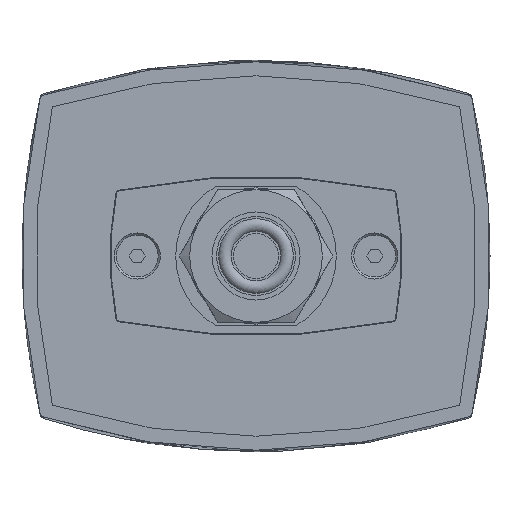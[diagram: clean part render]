
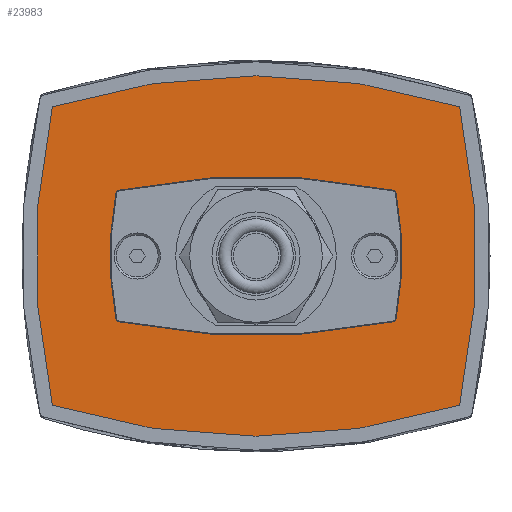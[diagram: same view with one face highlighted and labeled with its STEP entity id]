
A CAD part, front view. The second image highlights one B-rep face of the part: STEP entity #23983.
In plain terms, the highlighted planar face has unit normal (0, -1, 0).
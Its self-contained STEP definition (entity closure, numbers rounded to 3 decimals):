
#1353=FACE_BOUND($,#9563,.T.);
#1354=FACE_BOUND($,#9564,.T.);
#1937=PLANE($,#25663);
#9563=EDGE_LOOP($,(#19861,#19862,#19863,#19864,#19865,#19866,#19867,#19868));
#9564=EDGE_LOOP($,(#19869,#19870,#19871,#19872));
#10761=CIRCLE($,#25629,98.);
#10763=CIRCLE($,#25632,98.);
#10764=CIRCLE($,#25634,48.4);
#10766=CIRCLE($,#25637,0.6);
#10768=CIRCLE($,#25640,98.5);
#10770=CIRCLE($,#25643,0.6);
#10772=CIRCLE($,#25646,48.4);
#10774=CIRCLE($,#25649,0.6);
#10776=CIRCLE($,#25652,98.5);
#10778=CIRCLE($,#25655,0.6);
#10781=CIRCLE($,#25659,98.);
#10783=CIRCLE($,#25662,98.);
#12413=VERTEX_POINT($,#37142);
#12414=VERTEX_POINT($,#37144);
#12416=VERTEX_POINT($,#37150);
#12417=VERTEX_POINT($,#37154);
#12418=VERTEX_POINT($,#37155);
#12421=VERTEX_POINT($,#37163);
#12423=VERTEX_POINT($,#37169);
#12425=VERTEX_POINT($,#37175);
#12427=VERTEX_POINT($,#37181);
#12429=VERTEX_POINT($,#37187);
#12431=VERTEX_POINT($,#37193);
#12434=VERTEX_POINT($,#37204);
#15117=EDGE_CURVE($,#12413,#12414,#10761,.T.);
#15121=EDGE_CURVE($,#12416,#12413,#10763,.T.);
#15122=EDGE_CURVE($,#12417,#12418,#10764,.T.);
#15126=EDGE_CURVE($,#12418,#12421,#10766,.T.);
#15129=EDGE_CURVE($,#12421,#12423,#10768,.T.);
#15132=EDGE_CURVE($,#12423,#12425,#10770,.T.);
#15135=EDGE_CURVE($,#12425,#12427,#10772,.T.);
#15138=EDGE_CURVE($,#12427,#12429,#10774,.T.);
#15141=EDGE_CURVE($,#12429,#12431,#10776,.T.);
#15144=EDGE_CURVE($,#12431,#12417,#10778,.T.);
#15147=EDGE_CURVE($,#12414,#12434,#10781,.T.);
#15150=EDGE_CURVE($,#12434,#12416,#10783,.T.);
#19861=ORIENTED_EDGE($,*,*,#15122,.T.);
#19862=ORIENTED_EDGE($,*,*,#15126,.T.);
#19863=ORIENTED_EDGE($,*,*,#15129,.T.);
#19864=ORIENTED_EDGE($,*,*,#15132,.T.);
#19865=ORIENTED_EDGE($,*,*,#15135,.T.);
#19866=ORIENTED_EDGE($,*,*,#15138,.T.);
#19867=ORIENTED_EDGE($,*,*,#15141,.T.);
#19868=ORIENTED_EDGE($,*,*,#15144,.T.);
#19869=ORIENTED_EDGE($,*,*,#15117,.F.);
#19870=ORIENTED_EDGE($,*,*,#15121,.F.);
#19871=ORIENTED_EDGE($,*,*,#15150,.F.);
#19872=ORIENTED_EDGE($,*,*,#15147,.F.);
#23983=ADVANCED_FACE($,(#1353,#1354),#1937,.T.);
#25629=AXIS2_PLACEMENT_3D($,#37145,#29778,#29779);
#25632=AXIS2_PLACEMENT_3D($,#37152,#29786,#29787);
#25634=AXIS2_PLACEMENT_3D($,#37156,#29790,#29791);
#25637=AXIS2_PLACEMENT_3D($,#37164,#29798,#29799);
#25640=AXIS2_PLACEMENT_3D($,#37170,#29805,#29806);
#25643=AXIS2_PLACEMENT_3D($,#37176,#29812,#29813);
#25646=AXIS2_PLACEMENT_3D($,#37182,#29819,#29820);
#25649=AXIS2_PLACEMENT_3D($,#37188,#29826,#29827);
#25652=AXIS2_PLACEMENT_3D($,#37194,#29833,#29834);
#25655=AXIS2_PLACEMENT_3D($,#37199,#29840,#29841);
#25659=AXIS2_PLACEMENT_3D($,#37205,#29848,#29849);
#25662=AXIS2_PLACEMENT_3D($,#37209,#29855,#29856);
#25663=AXIS2_PLACEMENT_3D($,#37210,#29857,#29858);
#29778=DIRECTION('center_axis',(0.,1.,0.));
#29779=DIRECTION('ref_axis',(0.976,0.,-0.218));
#29786=DIRECTION('center_axis',(0.,1.,0.));
#29787=DIRECTION('ref_axis',(0.297,0.,0.955));
#29790=DIRECTION('center_axis',(0.,1.,0.));
#29791=DIRECTION('ref_axis',(0.983,0.,-0.185));
#29798=DIRECTION('center_axis',(0.,1.,0.));
#29799=DIRECTION('ref_axis',(0.199,0.,-0.98));
#29805=DIRECTION('center_axis',(0.,1.,0.));
#29806=DIRECTION('ref_axis',(-0.199,0.,-0.98));
#29812=DIRECTION('center_axis',(0.,1.,0.));
#29813=DIRECTION('ref_axis',(-0.983,0.,-0.185));
#29819=DIRECTION('center_axis',(0.,1.,0.));
#29820=DIRECTION('ref_axis',(-0.983,0.,0.185));
#29826=DIRECTION('center_axis',(0.,1.,0.));
#29827=DIRECTION('ref_axis',(-0.199,0.,0.98));
#29833=DIRECTION('center_axis',(0.,1.,0.));
#29834=DIRECTION('ref_axis',(0.199,0.,0.98));
#29840=DIRECTION('center_axis',(0.,1.,0.));
#29841=DIRECTION('ref_axis',(0.983,0.,0.185));
#29848=DIRECTION('center_axis',(0.,1.,0.));
#29849=DIRECTION('ref_axis',(-0.297,0.,-0.955));
#29855=DIRECTION('center_axis',(0.,1.,0.));
#29856=DIRECTION('ref_axis',(-0.976,0.,0.218));
#29857=DIRECTION('center_axis',(0.,-1.,0.));
#29858=DIRECTION('ref_axis',(-1.,0.,0.));
#37142=CARTESIAN_POINT('',(-29.142,0.,-21.367));
#37144=CARTESIAN_POINT('',(-29.142,0.,21.367));
#37145=CARTESIAN_POINT('Origin',(66.5,0.,0.));
#37150=CARTESIAN_POINT('',(29.142,0.,-21.367));
#37152=CARTESIAN_POINT('Origin',(0.,0.,
72.2));
#37154=CARTESIAN_POINT('',(20.064,0.,8.954));
#37155=CARTESIAN_POINT('',(20.064,0.,-8.954));
#37156=CARTESIAN_POINT('Origin',(-27.5,0.,
0.));
#37163=CARTESIAN_POINT('',(19.594,0.,-9.431));
#37164=CARTESIAN_POINT('Origin',(19.475,0.,
-8.843));
#37169=CARTESIAN_POINT('',(-19.594,0.,-9.431));
#37170=CARTESIAN_POINT('Origin',(0.,0.,
87.1));
#37175=CARTESIAN_POINT('',(-20.064,0.,-8.954));
#37176=CARTESIAN_POINT('Origin',(-19.475,0.,-8.843));
#37181=CARTESIAN_POINT('',(-20.064,0.,8.954));
#37182=CARTESIAN_POINT('Origin',(27.5,0.,0.));
#37187=CARTESIAN_POINT('',(-19.594,0.,9.431));
#37188=CARTESIAN_POINT('Origin',(-19.475,0.,
8.843));
#37193=CARTESIAN_POINT('',(19.594,0.,9.431));
#37194=CARTESIAN_POINT('Origin',(0.,0.,
-87.1));
#37199=CARTESIAN_POINT('Origin',(19.475,0.,
8.843));
#37204=CARTESIAN_POINT('',(29.142,0.,21.367));
#37205=CARTESIAN_POINT('Origin',(0.,0.,
-72.2));
#37209=CARTESIAN_POINT('Origin',(-66.5,0.,0.));
#37210=CARTESIAN_POINT('Origin',(0.,0.,
0.));
